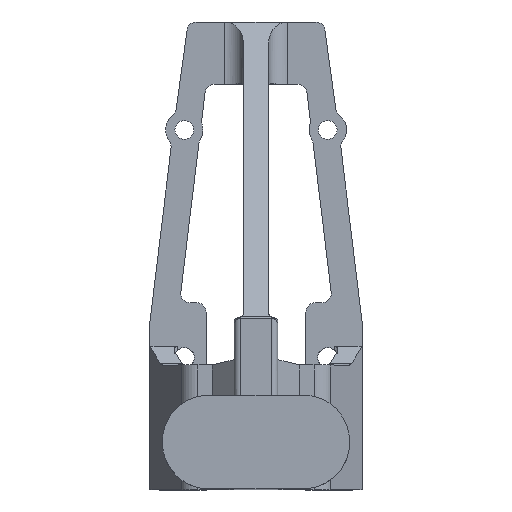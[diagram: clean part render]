
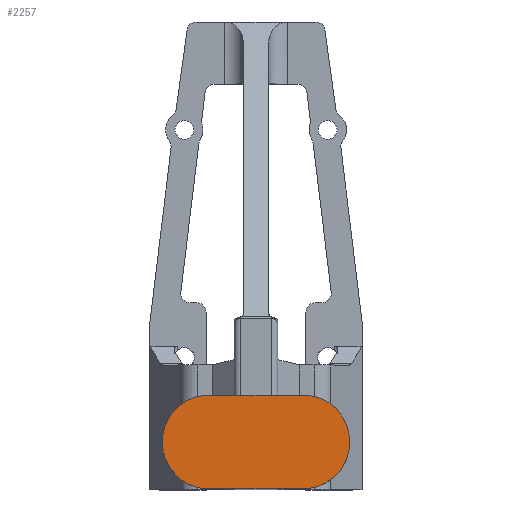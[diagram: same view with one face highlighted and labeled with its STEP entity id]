
A CAD part, top view. The second image highlights one B-rep face of the part: STEP entity #2257.
In plain terms, the highlighted planar face has unit normal (0, -0.026, 1).
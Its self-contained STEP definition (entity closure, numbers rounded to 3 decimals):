
#39 = VERTEX_POINT ( 'NONE', #1523 ) ;
#170 = ORIENTED_EDGE ( 'NONE', *, *, #4442, .F. ) ;
#467 = EDGE_CURVE ( 'NONE', #5521, #2538, #765, .T. ) ;
#540 = VECTOR ( 'NONE', #3642, 1000. ) ;
#654 = CARTESIAN_POINT ( 'NONE',  ( -11.935, -27., 105.292 ) ) ;
#760 = CARTESIAN_POINT ( 'NONE',  ( -11.935, -12.005, 105.684 ) ) ;
#765 =( BOUNDED_CURVE ( )  B_SPLINE_CURVE ( 3, ( #2139, #3087, #654, #1273 ),
 .UNSPECIFIED., .F., .F. ) 
 B_SPLINE_CURVE_WITH_KNOTS ( ( 4, 4 ),
 ( 4.712, 6.283 ),
 .UNSPECIFIED. ) 
 CURVE ( )  GEOMETRIC_REPRESENTATION_ITEM ( )  RATIONAL_B_SPLINE_CURVE ( ( 1., 0.805, 0.805, 1. ) ) 
 REPRESENTATION_ITEM ( '' )  );
#1065 = CARTESIAN_POINT ( 'NONE',  ( -15., -27., 105.292 ) ) ;
#1179 = ORIENTED_EDGE ( 'NONE', *, *, #5305, .T. ) ;
#1198 = EDGE_CURVE ( 'NONE', #39, #5287, #4749, .T. ) ;
#1224 = CARTESIAN_POINT ( 'NONE',  ( 15., -19.405, 105.49 ) ) ;
#1273 = CARTESIAN_POINT ( 'NONE',  ( -7.6, -27., 105.292 ) ) ;
#1447 = ORIENTED_EDGE ( 'NONE', *, *, #6073, .T. ) ;
#1462 = ORIENTED_EDGE ( 'NONE', *, *, #467, .T. ) ;
#1470 = CARTESIAN_POINT ( 'NONE',  ( -15., -19.6, 105.485 ) ) ;
#1523 = CARTESIAN_POINT ( 'NONE',  ( -7.6, -12.005, 105.684 ) ) ;
#1526 = LINE ( 'NONE', #5245, #1605 ) ;
#1560 = CARTESIAN_POINT ( 'NONE',  ( 11.935, -12.005, 105.684 ) ) ;
#1605 = VECTOR ( 'NONE', #1992, 1000. ) ;
#1717 = DIRECTION ( 'NONE',  ( -1., 0., 0. ) ) ;
#1728 = CARTESIAN_POINT ( 'NONE',  ( -15., -19.405, 105.49 ) ) ;
#1747 = FACE_OUTER_BOUND ( 'NONE', #5310, .T. ) ;
#1759 = CARTESIAN_POINT ( 'NONE',  ( 15., -12.005, 105.684 ) ) ;
#1817 = CARTESIAN_POINT ( 'NONE',  ( 15., -23.935, 105.372 ) ) ;
#1977 = VERTEX_POINT ( 'NONE', #5303 ) ;
#1992 = DIRECTION ( 'NONE',  ( 0., -1., -0.026 ) ) ;
#2139 = CARTESIAN_POINT ( 'NONE',  ( -15., -19.6, 105.485 ) ) ;
#2162 = VECTOR ( 'NONE', #1717, 1000. ) ;
#2187 = VERTEX_POINT ( 'NONE', #1224 ) ;
#2216 = CARTESIAN_POINT ( 'NONE',  ( 15., -27., 105.292 ) ) ;
#2257 = ADVANCED_FACE ( 'NONE', ( #1747 ), #4596, .F. ) ;
#2262 = EDGE_CURVE ( 'NONE', #2187, #5768, #4150, .T. ) ;
#2413 = CARTESIAN_POINT ( 'NONE',  ( -15., -15.07, 105.604 ) ) ;
#2436 = CARTESIAN_POINT ( 'NONE',  ( 15., -15.07, 105.604 ) ) ;
#2538 = VERTEX_POINT ( 'NONE', #5707 ) ;
#2561 = ORIENTED_EDGE ( 'NONE', *, *, #2262, .T. ) ;
#3087 = CARTESIAN_POINT ( 'NONE',  ( -15., -23.935, 105.372 ) ) ;
#3144 = VECTOR ( 'NONE', #3703, 1000. ) ;
#3173 = CARTESIAN_POINT ( 'NONE',  ( 15., -19.6, 105.485 ) ) ;
#3184 = EDGE_CURVE ( 'NONE', #5768, #39, #6007, .T. ) ;
#3401 = ORIENTED_EDGE ( 'NONE', *, *, #5696, .F. ) ;
#3434 =( BOUNDED_CURVE ( )  B_SPLINE_CURVE ( 3, ( #4604, #3607, #1817, #3173 ),
 .UNSPECIFIED., .F., .F. ) 
 B_SPLINE_CURVE_WITH_KNOTS ( ( 4, 4 ),
 ( 3.142, 4.712 ),
 .UNSPECIFIED. ) 
 CURVE ( )  GEOMETRIC_REPRESENTATION_ITEM ( )  RATIONAL_B_SPLINE_CURVE ( ( 1., 0.805, 0.805, 1. ) ) 
 REPRESENTATION_ITEM ( '' )  );
#3510 = ORIENTED_EDGE ( 'NONE', *, *, #1198, .T. ) ;
#3595 = CARTESIAN_POINT ( 'NONE',  ( 15., -19.6, 105.485 ) ) ;
#3607 = CARTESIAN_POINT ( 'NONE',  ( 11.935, -27., 105.292 ) ) ;
#3642 = DIRECTION ( 'NONE',  ( -1., 0., 0. ) ) ;
#3703 = DIRECTION ( 'NONE',  ( 0., -1., -0.026 ) ) ;
#3950 = ORIENTED_EDGE ( 'NONE', *, *, #3184, .T. ) ;
#4027 = LINE ( 'NONE', #5058, #2162 ) ;
#4073 = AXIS2_PLACEMENT_3D ( 'NONE', #2216, #4095, #5518 ) ;
#4092 = CARTESIAN_POINT ( 'NONE',  ( -15., -19.405, 105.49 ) ) ;
#4095 = DIRECTION ( 'NONE',  ( 0., 0.026, -1. ) ) ;
#4150 =( BOUNDED_CURVE ( )  B_SPLINE_CURVE ( 3, ( #5993, #2436, #1560, #5720 ),
 .UNSPECIFIED., .F., .F. ) 
 B_SPLINE_CURVE_WITH_KNOTS ( ( 4, 4 ),
 ( 4.712, 6.283 ),
 .UNSPECIFIED. ) 
 CURVE ( )  GEOMETRIC_REPRESENTATION_ITEM ( )  RATIONAL_B_SPLINE_CURVE ( ( 1., 0.805, 0.805, 1. ) ) 
 REPRESENTATION_ITEM ( '' )  );
#4341 = LINE ( 'NONE', #1065, #3144 ) ;
#4442 = EDGE_CURVE ( 'NONE', #2187, #4550, #1526, .T. ) ;
#4531 = CARTESIAN_POINT ( 'NONE',  ( 7.6, -12.005, 105.684 ) ) ;
#4550 = VERTEX_POINT ( 'NONE', #3595 ) ;
#4596 = PLANE ( 'NONE',  #4073 ) ;
#4604 = CARTESIAN_POINT ( 'NONE',  ( 7.6, -27., 105.292 ) ) ;
#4749 =( BOUNDED_CURVE ( )  B_SPLINE_CURVE ( 3, ( #4992, #760, #2413, #4092 ),
 .UNSPECIFIED., .F., .F. ) 
 B_SPLINE_CURVE_WITH_KNOTS ( ( 4, 4 ),
 ( 3.142, 4.712 ),
 .UNSPECIFIED. ) 
 CURVE ( )  GEOMETRIC_REPRESENTATION_ITEM ( )  RATIONAL_B_SPLINE_CURVE ( ( 1., 0.805, 0.805, 1. ) ) 
 REPRESENTATION_ITEM ( '' )  );
#4992 = CARTESIAN_POINT ( 'NONE',  ( -7.6, -12.005, 105.684 ) ) ;
#5058 = CARTESIAN_POINT ( 'NONE',  ( 15., -27., 105.292 ) ) ;
#5245 = CARTESIAN_POINT ( 'NONE',  ( 15., -27., 105.292 ) ) ;
#5287 = VERTEX_POINT ( 'NONE', #1728 ) ;
#5303 = CARTESIAN_POINT ( 'NONE',  ( 7.6, -27., 105.292 ) ) ;
#5305 = EDGE_CURVE ( 'NONE', #1977, #4550, #3434, .T. ) ;
#5310 = EDGE_LOOP ( 'NONE', ( #1447, #1462, #3401, #1179, #170, #2561, #3950, #3510 ) ) ;
#5518 = DIRECTION ( 'NONE',  ( 0., 1., 0.026 ) ) ;
#5521 = VERTEX_POINT ( 'NONE', #1470 ) ;
#5696 = EDGE_CURVE ( 'NONE', #1977, #2538, #4027, .T. ) ;
#5707 = CARTESIAN_POINT ( 'NONE',  ( -7.6, -27., 105.292 ) ) ;
#5720 = CARTESIAN_POINT ( 'NONE',  ( 7.6, -12.005, 105.684 ) ) ;
#5768 = VERTEX_POINT ( 'NONE', #4531 ) ;
#5993 = CARTESIAN_POINT ( 'NONE',  ( 15., -19.405, 105.49 ) ) ;
#6007 = LINE ( 'NONE', #1759, #540 ) ;
#6073 = EDGE_CURVE ( 'NONE', #5287, #5521, #4341, .T. ) ;
